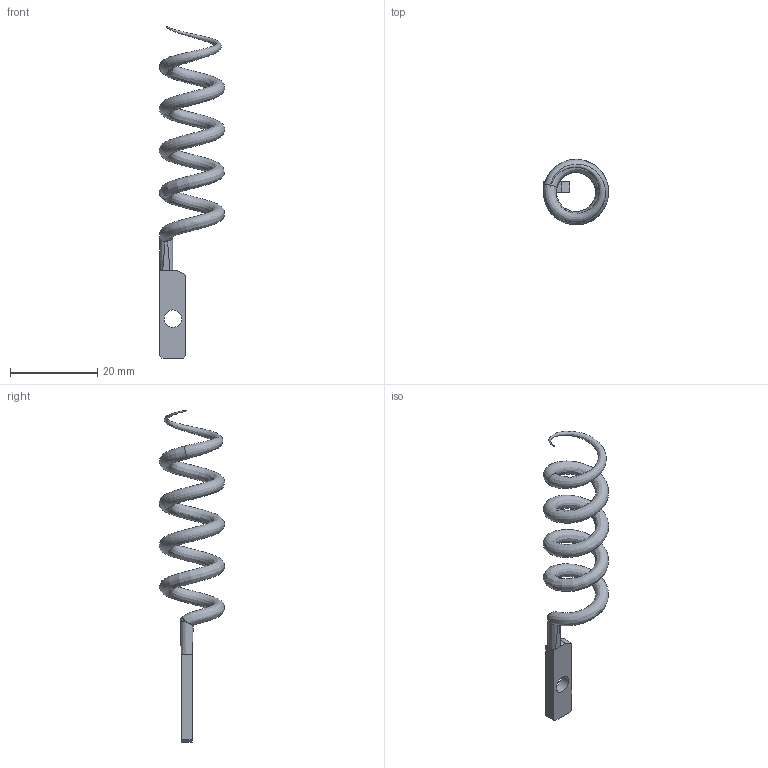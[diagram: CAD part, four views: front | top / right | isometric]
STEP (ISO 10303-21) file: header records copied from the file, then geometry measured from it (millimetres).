
FILE_DESCRIPTION(('STEP AP242'), '1');
FILE_NAME('幄闀闉', '', ('UNSPECIFIED'), ('UNSPECIFIED'), 'ASCON STEP Converter 1.6', 'ASCON Math Kernel', '');
FILE_SCHEMA(('AP242_MANAGED_MODEL_BASED_3D_ENGINEERING_MIM_LF { 1 0 10303 442 1 1 4 }'));
Length unit declared in the file: millimetre
Bounding box: 14.98 x 14.99 x 76.07 mm (x, y, z)
Volume: 1514.1 mm3; surface area: 2094.5 mm2
Topology: 1 solids, 1 shells, 23 faces, 59 edges, 36 vertices
Faces by surface type: plane 16, bspline 4, cylinder 3
Full cylindrical faces by diameter (mm): 4 x1
Entity records: 5484 total; most frequent: CARTESIAN_POINT 4775, ORIENTED_EDGE 102, DIRECTION 84, EDGE_CURVE 51, VERTEX_POINT 34, EDGE_LOOP 29, AXIS2_PLACEMENT_3D 28, LINE 28
